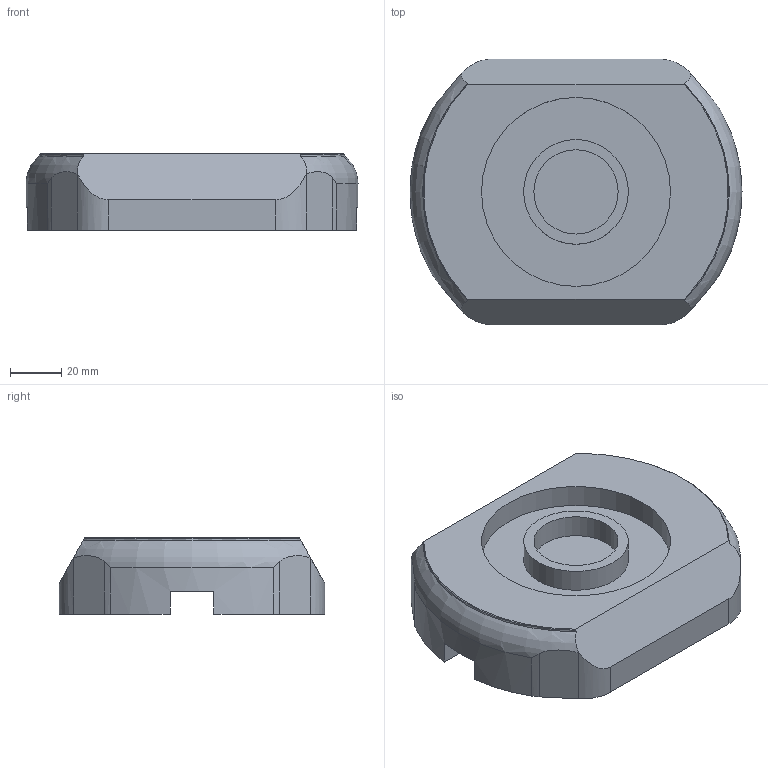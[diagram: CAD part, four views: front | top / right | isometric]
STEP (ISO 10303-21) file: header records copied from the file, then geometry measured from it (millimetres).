
FILE_DESCRIPTION(/* description */ (''),/* implementation_level */ '2;1');
FILE_NAME(/* name */ '1545059792774.stp',/* time_stamp */ '2018-12-17T16:16:48+01:00',/* author */ (''),/* organization */ ('SMS'),/* preprocessor_version */ 'ST-DEVELOPER v15',/* originating_system */ 'SIEMENS PLM Software NX 8.5',/* authorisation */ '');
FILE_SCHEMA (('AUTOMOTIVE_DESIGN { 1 0 10303 214 3 1 1 1 }'));
Length unit declared in the file: millimetre
Products named in the file (1): 111165422mod000_01
Bounding box: 130 x 104 x 30 mm (x, y, z)
Volume: 281514.7 mm3; surface area: 39521.3 mm2
Topology: 1 solids, 1 shells, 36 faces, 94 edges, 67 vertices
Faces by surface type: plane 17, cylinder 15, torus 2, cone 2
Full cylindrical faces by diameter (mm): 33 x1, 41 x1, 74 x1
Entity records: 1224 total; most frequent: CARTESIAN_POINT 281, DIRECTION 188, ORIENTED_EDGE 180, EDGE_CURVE 90, AXIS2_PLACEMENT_3D 77, VERTEX_POINT 62, EDGE_LOOP 42, ADVANCED_FACE 36
